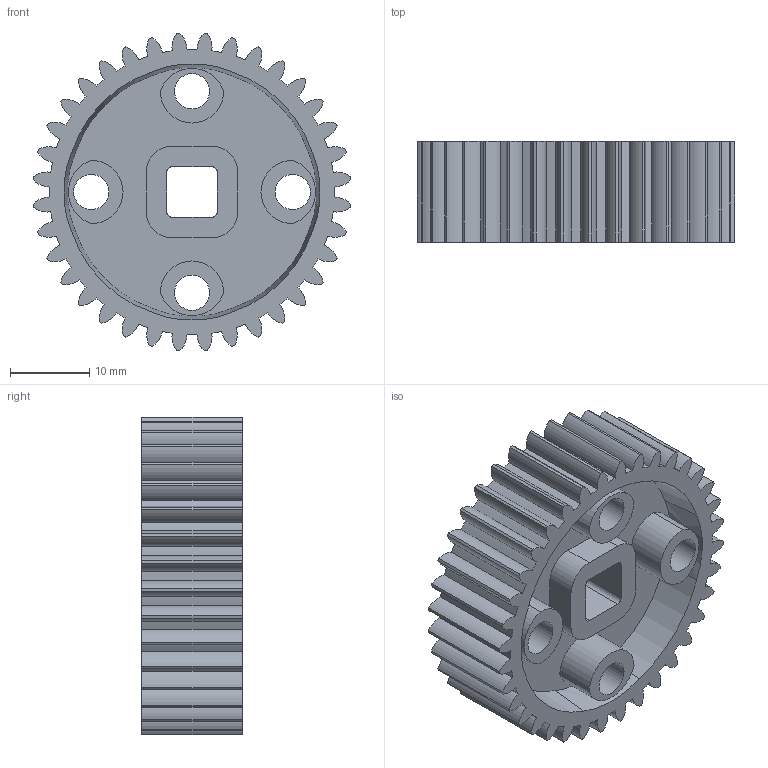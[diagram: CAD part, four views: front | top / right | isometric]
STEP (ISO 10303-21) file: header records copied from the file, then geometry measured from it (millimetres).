
FILE_DESCRIPTION(/* description */ (''),/* implementation_level */ '2;1');
FILE_NAME(/* name */ 'High Strength 36-Tooth Gear_MIR.ipt.step',/* time_stamp */ '2020-04-16T22:56:15-04:00',/* author */ ('Jordan'),/* organization */ (''),/* preprocessor_version */ 'ST-DEVELOPER v17',/* originating_system */ 'Autodesk Inventor 2019',/* authorisation */ '');
FILE_SCHEMA (('AUTOMOTIVE_DESIGN { 1 0 10303 214 3 1 1 }'));
Length unit declared in the file: inch
Products named in the file (1): High Strength 36-Tooth Gear_MIR
Bounding box: 40.08 x 12.7 x 40.08 mm (x, y, z)
Volume: 7587.8 mm3; surface area: 8099.3 mm2
Topology: 1 solids, 1 shells, 218 faces, 620 edges, 416 vertices
Faces by surface type: cylinder 176, plane 26, cone 16
Full cylindrical faces by diameter (mm): 4.445 x4
Entity records: 7642 total; most frequent: DIRECTION 1434, CARTESIAN_POINT 1303, ORIENTED_EDGE 1240, EDGE_CURVE 620, AXIS2_PLACEMENT_3D 611, VERTEX_POINT 416, CIRCLE 392, EDGE_LOOP 240
